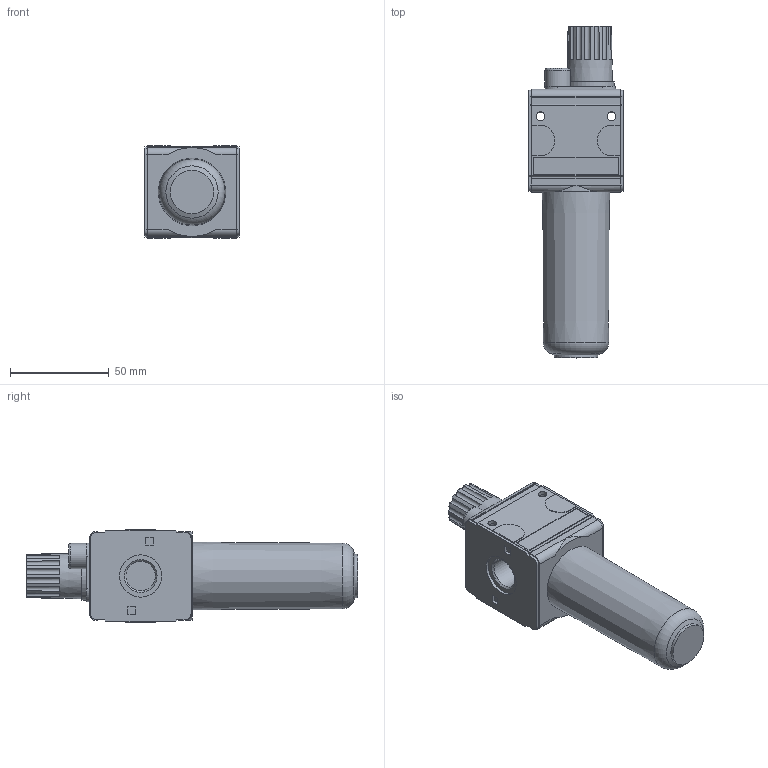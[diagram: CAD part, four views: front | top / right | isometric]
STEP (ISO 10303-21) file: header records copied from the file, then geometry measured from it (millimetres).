
FILE_DESCRIPTION( ( 'STEP AP203' ), '1' );
FILE_NAME( '9_2512_000_2_03.stp', ' ', ( ' ' ), ( ' ' ), 'PSStep 15.0.47', 'PARTsolutions', ' ' );
FILE_SCHEMA( ( 'CONFIG_CONTROL_DESIGN' ) );
Length unit declared in the file: millimetre
Products named in the file (3): 9.2512.000; _L 12 K-00000-G; _L 12 K--P1
Assembly tree (2 placements, depth 2):
  9.2512.000
    _L 12 K-00000-G
    _L 12 K--P1
Bounding box: 47.8 x 168 x 47 mm (x, y, z)
Volume: 193346.2 mm3; surface area: 30312.4 mm2
Topology: 2 solids, 2 shells, 203 faces, 512 edges, 338 vertices
Faces by surface type: plane 140, cylinder 52, cone 8, torus 2, sphere 1
Full cylindrical faces by diameter (mm): 4.4 x4, 6.3 x1, 12.8 x1, 14.95 x2, 19.5 x1, 21.4 x1, 22 x1, 23.2 x1, 24.5 x1
Entity records: 6164 total; most frequent: CARTESIAN_POINT 1188, DIRECTION 1006, ORIENTED_EDGE 974, EDGE_CURVE 487, AXIS2_PLACEMENT_3D 347, VERTEX_POINT 337, LINE 312, VECTOR 312
